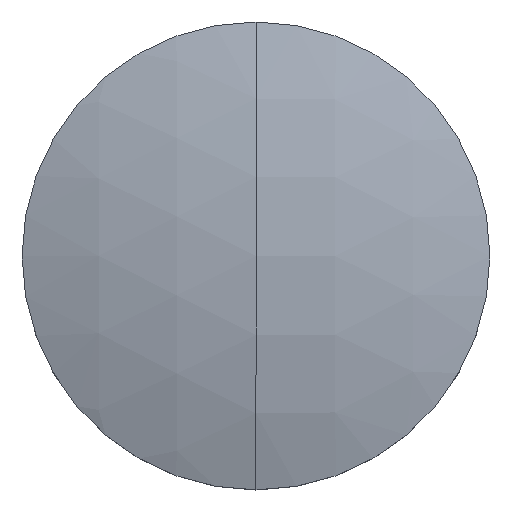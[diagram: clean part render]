
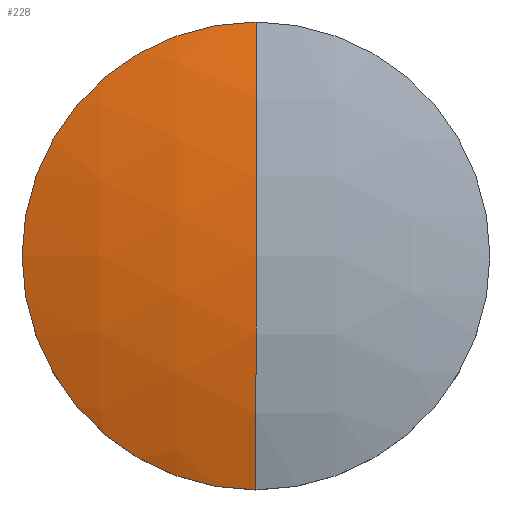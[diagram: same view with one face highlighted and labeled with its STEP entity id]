
A CAD part, top view. The second image highlights one B-rep face of the part: STEP entity #228.
In plain terms, the highlighted spherical face has radius 20.6 mm.
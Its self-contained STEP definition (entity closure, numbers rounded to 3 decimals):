
#1 = CIRCLE ( 'NONE', #2, 6.35 ) ;
#2 = AXIS2_PLACEMENT_3D ( 'NONE', #8, #7, #10 ) ;
#3 = AXIS2_PLACEMENT_3D ( 'NONE', #9, #6, #5 ) ;
#4 = SPHERICAL_SURFACE ( 'NONE', #3, 20.6 ) ;
#5 = DIRECTION ( 'NONE',  ( 0., 1., 0. ) ) ;
#6 = DIRECTION ( 'NONE',  ( -1., 0., 0. ) ) ;
#7 = DIRECTION ( 'NONE',  ( 0., 0., 1. ) ) ;
#8 = CARTESIAN_POINT ( 'NONE',  ( 0., 0., 0.397 ) ) ;
#9 = CARTESIAN_POINT ( 'NONE',  ( 0., 0., -19.2 ) ) ;
#10 = DIRECTION ( 'NONE',  ( 1., 0., 0. ) ) ;
#59 = CARTESIAN_POINT ( 'NONE',  ( 0., 6.35, 0.397 ) ) ;
#60 = DIRECTION ( 'NONE',  ( 1., 0., 0. ) ) ;
#61 = DIRECTION ( 'NONE',  ( 0., 0., 1. ) ) ;
#62 = CARTESIAN_POINT ( 'NONE',  ( 0., 0., 0.397 ) ) ;
#63 = AXIS2_PLACEMENT_3D ( 'NONE', #62, #61, #60 ) ;
#64 = CIRCLE ( 'NONE', #63, 6.35 ) ;
#82 = DIRECTION ( 'NONE',  ( -1., 0., 0. ) ) ;
#98 = CARTESIAN_POINT ( 'NONE',  ( 0., 0., -19.2 ) ) ;
#99 = CIRCLE ( 'NONE', #142, 20.6 ) ;
#126 = CARTESIAN_POINT ( 'NONE',  ( 0., 0., -19.2 ) ) ;
#132 = CARTESIAN_POINT ( 'NONE',  ( 0., -6.35, 0.397 ) ) ;
#133 = DIRECTION ( 'NONE',  ( 1., 0., 0. ) ) ;
#139 = CARTESIAN_POINT ( 'NONE',  ( 0., 0., 1.4 ) ) ;
#140 = DIRECTION ( 'NONE',  ( 0., -1., 0. ) ) ;
#141 = CIRCLE ( 'NONE', #153, 20.6 ) ;
#142 = AXIS2_PLACEMENT_3D ( 'NONE', #98, #82, #140 ) ;
#153 = AXIS2_PLACEMENT_3D ( 'NONE', #126, #133, #161 ) ;
#154 = CARTESIAN_POINT ( 'NONE',  ( -6.35, 0., 0.397 ) ) ;
#161 = DIRECTION ( 'NONE',  ( 0., 0., -1. ) ) ;
#175 = FACE_OUTER_BOUND ( 'NONE', #229, .T. ) ;
#228 = ADVANCED_FACE ( 'NONE', ( #175 ), #4, .T. ) ;
#229 = EDGE_LOOP ( 'NONE', ( #230, #231, #234, #238 ) ) ;
#230 = ORIENTED_EDGE ( 'NONE', *, *, #253, .T. ) ;
#231 = ORIENTED_EDGE ( 'NONE', *, *, #232, .T. ) ;
#232 = EDGE_CURVE ( 'NONE', #251, #233, #1, .T. ) ;
#233 = VERTEX_POINT ( 'NONE', #132 ) ;
#234 = ORIENTED_EDGE ( 'NONE', *, *, #235, .T. ) ;
#235 = EDGE_CURVE ( 'NONE', #233, #236, #99, .T. ) ;
#236 = VERTEX_POINT ( 'NONE', #139 ) ;
#238 = ORIENTED_EDGE ( 'NONE', *, *, #239, .F. ) ;
#239 = EDGE_CURVE ( 'NONE', #254, #236, #141, .T. ) ;
#251 = VERTEX_POINT ( 'NONE', #154 ) ;
#253 = EDGE_CURVE ( 'NONE', #254, #251, #64, .T. ) ;
#254 = VERTEX_POINT ( 'NONE', #59 ) ;
